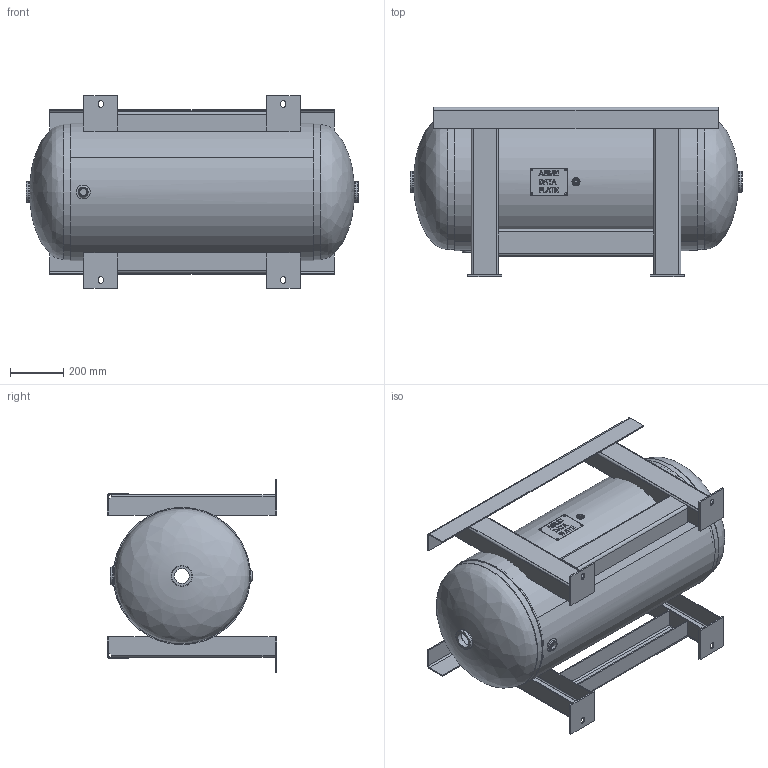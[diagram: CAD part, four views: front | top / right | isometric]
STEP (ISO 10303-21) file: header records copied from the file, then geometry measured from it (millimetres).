
FILE_DESCRIPTION(/* description */ ('20 X 48 200# HORZ ASME STOCK 60 GAL PEDESTAL TANK'),/* implementation_level */ '2;1');
FILE_NAME(/* name */ 'SPVG_A10124.stp',/* time_stamp */ '2021-03-01T10:10:32-06:00',/* author */ ('kim.thoune'),/* organization */ (''),/* preprocessor_version */ 'ST-DEVELOPER v17.2',/* originating_system */ 'Autodesk Inventor 2019',/* authorisation */ '');
FILE_SCHEMA (('CONFIG_CONTROL_DESIGN'));
Length unit declared in the file: inch
Products named in the file (16): A10124; A10124-1; A10124-2; 910-800; A10124-3; 910-800_1; F102000; F100250; F100750; 60-140; 64-053; F101501; S100281; S100100; S100280; S100274
Assembly tree (26 placements, depth 3):
  A10124
    A10124-1
    A10124-2
      910-800
    A10124-3
      910-800_1
    F102000  x2
    F100250
    F100750
    F101501  x3
    60-140
      64-053
    S100281  x2
    S100100  x4
    S100280  x4
    S100274  x2
Bounding box: 1246.2 x 634.99 x 724.19 mm (x, y, z)
Volume: 13103658.3 mm3; surface area: 6896297.6 mm2
Topology: 23 solids, 23 shells, 458 faces, 1189 edges, 800 vertices
Faces by surface type: plane 298, cylinder 80, bspline 45, torus 25, cone 10
Full cylindrical faces by diameter (mm): 6.35 x4, 11.455 x1, 26.987 x1, 36.512 x1, 36.909 x1, 44.856 x3, 52.387 x1, 56.667 x2, 57.547 x3, 60.325 x3, 68.263 x5, 79.383 x2, 501.701 x2, 508 x3, 515.925 x1
Entity records: 12241 total; most frequent: CARTESIAN_POINT 4125, ORIENTED_EDGE 1594, DIRECTION 1463, EDGE_CURVE 797, LINE 549, VECTOR 549, VERTEX_POINT 538, AXIS2_PLACEMENT_3D 457
